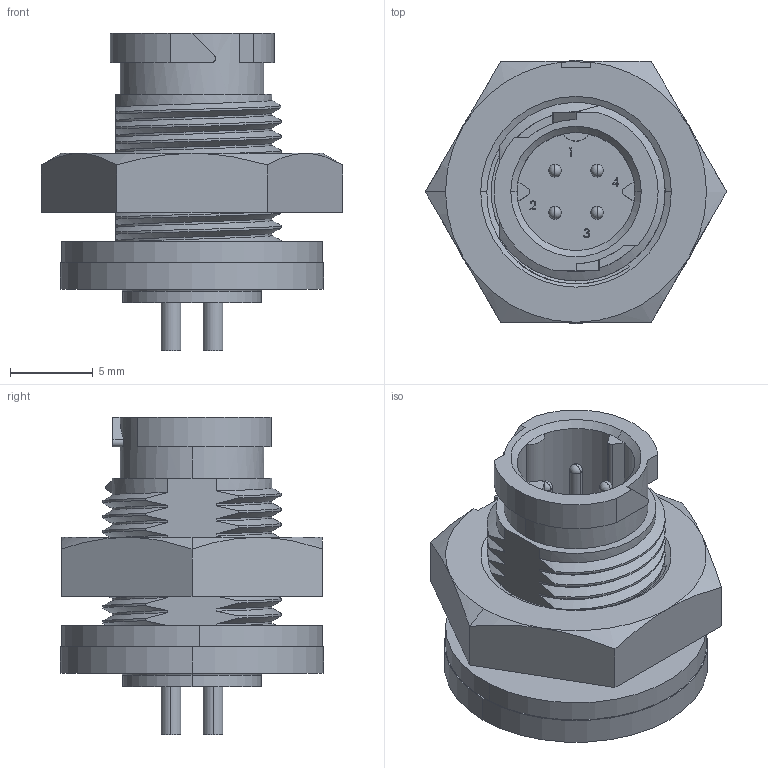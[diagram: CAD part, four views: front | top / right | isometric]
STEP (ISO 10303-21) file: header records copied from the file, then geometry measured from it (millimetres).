
FILE_DESCRIPTION (( 'STEP AP203' ), '1' );
FILE_NAME ('W17880-4PG-P-300.STEP', '2021-03-04T16:30:51', ( '' ), ( '' ), 'SwSTEP 2.0', 'SolidWorks 2020', '' );
FILE_SCHEMA (( 'CONFIG_CONTROL_DESIGN' ));
Length unit declared in the file: millimetre
Products named in the file (4): MC IC HEX NUT 16291V4.step; W17880-4PG-P-300; MC IC GASKET 16293.step; W17880-4PG.step
Assembly tree (3 placements, depth 2):
  W17880-4PG-P-300
    W17880-4PG.step
    MC IC GASKET 16293.step
    MC IC HEX NUT 16291V4.step
Bounding box: 18.18 x 15.88 x 19.15 mm (x, y, z)
Volume: 1652.6 mm3; surface area: 2395.2 mm2
Topology: 3 solids, 3 shells, 274 faces, 723 edges, 470 vertices
Faces by surface type: plane 109, cylinder 77, bspline 63, cone 13, sphere 8, torus 4
Entity records: 18119 total; most frequent: CARTESIAN_POINT 11599, ORIENTED_EDGE 1422, DIRECTION 1046, EDGE_CURVE 711, VERTEX_POINT 466, LINE 368, VECTOR 368, AXIS2_PLACEMENT_3D 339
